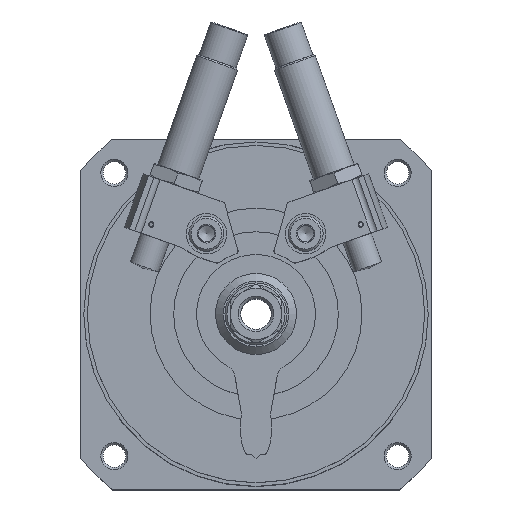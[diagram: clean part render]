
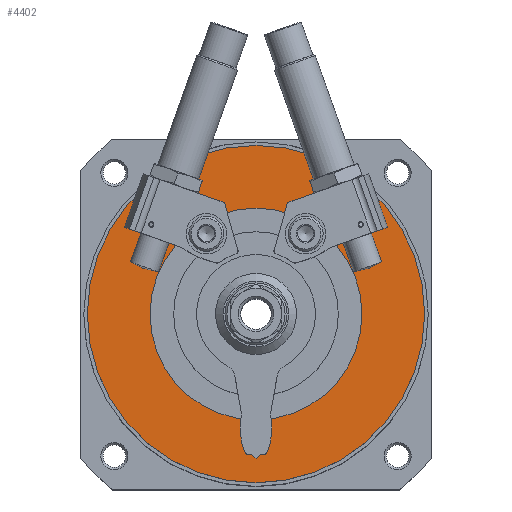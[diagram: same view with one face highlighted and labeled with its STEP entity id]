
A CAD part, top view. The second image highlights one B-rep face of the part: STEP entity #4402.
In plain terms, the highlighted face is planar.
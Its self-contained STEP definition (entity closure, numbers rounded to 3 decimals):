
#187=PLANE('',#4855);
#868=ORIENTED_EDGE('',*,*,#1958,.F.);
#869=ORIENTED_EDGE('',*,*,#1959,.T.);
#1958=EDGE_CURVE('',#2515,#2515,#2938,.T.);
#1959=EDGE_CURVE('',#2516,#2516,#2939,.T.);
#2515=VERTEX_POINT('',#7122);
#2516=VERTEX_POINT('',#7124);
#2938=CIRCLE('',#4856,62.5);
#2939=CIRCLE('',#4857,39.25);
#3272=EDGE_LOOP('',(#868));
#3273=EDGE_LOOP('',(#869));
#3797=FACE_BOUND('',#3272,.T.);
#3798=FACE_BOUND('',#3273,.T.);
#4402=ADVANCED_FACE('',(#3797,#3798),#187,.F.);
#4855=AXIS2_PLACEMENT_3D('',#7120,#5589,#5590);
#4856=AXIS2_PLACEMENT_3D('',#7121,#5591,#5592);
#4857=AXIS2_PLACEMENT_3D('',#7123,#5593,#5594);
#5589=DIRECTION('',(1.,0.,0.));
#5590=DIRECTION('',(0.,0.,-1.));
#5591=DIRECTION('',(1.,0.,0.));
#5592=DIRECTION('',(0.,0.,-1.));
#5593=DIRECTION('',(1.,0.,0.));
#5594=DIRECTION('',(0.,0.,-1.));
#7120=CARTESIAN_POINT('',(-114.,0.,0.));
#7121=CARTESIAN_POINT('',(-114.,0.,0.));
#7122=CARTESIAN_POINT('',(-114.,0.,-62.5));
#7123=CARTESIAN_POINT('',(-114.,0.,0.));
#7124=CARTESIAN_POINT('',(-114.,0.,-39.25));
